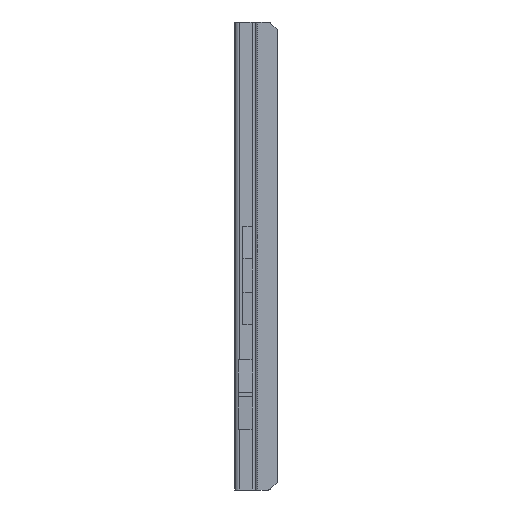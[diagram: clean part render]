
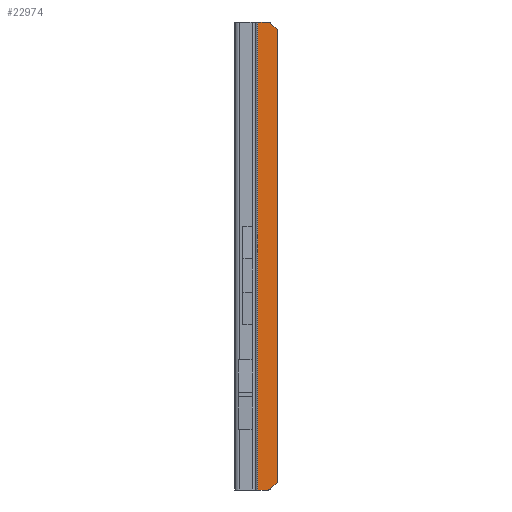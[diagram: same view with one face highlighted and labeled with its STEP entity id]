
A CAD part, front view. The second image highlights one B-rep face of the part: STEP entity #22974.
In plain terms, the highlighted planar face has unit normal (0, -1, 0).
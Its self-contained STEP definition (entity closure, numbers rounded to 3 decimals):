
#6 = CARTESIAN_POINT ( 'NONE',  ( 14.429, -2., -498.828 ) ) ;
#3672 = DIRECTION ( 'NONE',  ( -1., 0., 0. ) ) ;
#3938 = LINE ( 'NONE', #34436, #33396 ) ;
#4426 = PLANE ( 'NONE',  #27628 ) ;
#4737 = ORIENTED_EDGE ( 'NONE', *, *, #15100, .T. ) ;
#4950 = AXIS2_PLACEMENT_3D ( 'NONE', #29524, #10964, #45478 ) ;
#5000 = VERTEX_POINT ( 'NONE', #5374 ) ;
#5374 = CARTESIAN_POINT ( 'NONE',  ( 21., -2., -7.743 ) ) ;
#6570 = DIRECTION ( 'NONE',  ( -0.707, 0., 0.707 ) ) ;
#7982 = LINE ( 'NONE', #42464, #39027 ) ;
#8547 = EDGE_CURVE ( 'NONE', #20118, #18579, #47880, .T. ) ;
#8897 = VERTEX_POINT ( 'NONE', #47252 ) ;
#8904 = CARTESIAN_POINT ( 'NONE',  ( 11.6, -2., 0. ) ) ;
#10964 = DIRECTION ( 'NONE',  ( 0., -1., 0. ) ) ;
#12951 = CIRCLE ( 'NONE', #4950, 4. ) ;
#13022 = DIRECTION ( 'NONE',  ( 1., 0., 0. ) ) ;
#13431 = CARTESIAN_POINT ( 'NONE',  ( 11.6, -2., -500. ) ) ;
#13451 = LINE ( 'NONE', #28718, #48915 ) ;
#13726 = ORIENTED_EDGE ( 'NONE', *, *, #17241, .T. ) ;
#14208 = EDGE_CURVE ( 'NONE', #26458, #39379, #29634, .T. ) ;
#15100 = EDGE_CURVE ( 'NONE', #41462, #27030, #20042, .T. ) ;
#15651 = EDGE_CURVE ( 'NONE', #5000, #26458, #45080, .T. ) ;
#15726 = DIRECTION ( 'NONE',  ( 0., 0., 1. ) ) ;
#15934 = CARTESIAN_POINT ( 'NONE',  ( 0., -2., -500. ) ) ;
#16998 = EDGE_CURVE ( 'NONE', #27030, #20118, #12951, .T. ) ;
#17241 = EDGE_CURVE ( 'NONE', #39379, #8897, #13451, .T. ) ;
#18579 = VERTEX_POINT ( 'NONE', #21356 ) ;
#18957 = DIRECTION ( 'NONE',  ( 0., 0., 1. ) ) ;
#19709 = FACE_OUTER_BOUND ( 'NONE', #33674, .T. ) ;
#20042 = LINE ( 'NONE', #35033, #28760 ) ;
#20118 = VERTEX_POINT ( 'NONE', #6 ) ;
#21356 = CARTESIAN_POINT ( 'NONE',  ( 21., -2., -492.257 ) ) ;
#21376 = CARTESIAN_POINT ( 'NONE',  ( 14.429, -2., -498.828 ) ) ;
#22640 = ORIENTED_EDGE ( 'NONE', *, *, #26517, .F. ) ;
#22974 = ADVANCED_FACE ( 'NONE', ( #19709 ), #4426, .F. ) ;
#26458 = VERTEX_POINT ( 'NONE', #37683 ) ;
#26517 = EDGE_CURVE ( 'NONE', #41462, #8897, #3938, .T. ) ;
#27030 = VERTEX_POINT ( 'NONE', #13431 ) ;
#27470 = DIRECTION ( 'NONE',  ( -1., 0., 0. ) ) ;
#27628 = AXIS2_PLACEMENT_3D ( 'NONE', #15934, #46454, #27470 ) ;
#28718 = CARTESIAN_POINT ( 'NONE',  ( 0., -2., 0. ) ) ;
#28760 = VECTOR ( 'NONE', #13022, 1000. ) ;
#29524 = CARTESIAN_POINT ( 'NONE',  ( 11.6, -2., -496. ) ) ;
#29634 = CIRCLE ( 'NONE', #36759, 4. ) ;
#31870 = EDGE_CURVE ( 'NONE', #18579, #5000, #7982, .T. ) ;
#33396 = VECTOR ( 'NONE', #18957, 1000. ) ;
#33674 = EDGE_LOOP ( 'NONE', ( #41509, #40744, #13726, #22640, #4737, #39139, #38376, #45848 ) ) ;
#34436 = CARTESIAN_POINT ( 'NONE',  ( 0.5, -2., -500. ) ) ;
#35033 = CARTESIAN_POINT ( 'NONE',  ( 21., -2., -500. ) ) ;
#35715 = VECTOR ( 'NONE', #48629, 1000. ) ;
#36759 = AXIS2_PLACEMENT_3D ( 'NONE', #37916, #41422, #3672 ) ;
#37311 = CARTESIAN_POINT ( 'NONE',  ( 14.429, -2., -1.172 ) ) ;
#37683 = CARTESIAN_POINT ( 'NONE',  ( 14.429, -2., -1.172 ) ) ;
#37916 = CARTESIAN_POINT ( 'NONE',  ( 11.6, -2., -4. ) ) ;
#38376 = ORIENTED_EDGE ( 'NONE', *, *, #8547, .T. ) ;
#39027 = VECTOR ( 'NONE', #15726, 1000. ) ;
#39139 = ORIENTED_EDGE ( 'NONE', *, *, #16998, .T. ) ;
#39379 = VERTEX_POINT ( 'NONE', #8904 ) ;
#40744 = ORIENTED_EDGE ( 'NONE', *, *, #14208, .T. ) ;
#41422 = DIRECTION ( 'NONE',  ( 0., -1., 0. ) ) ;
#41462 = VERTEX_POINT ( 'NONE', #49304 ) ;
#41509 = ORIENTED_EDGE ( 'NONE', *, *, #15651, .T. ) ;
#42464 = CARTESIAN_POINT ( 'NONE',  ( 21., -2., 0. ) ) ;
#43941 = VECTOR ( 'NONE', #6570, 1000. ) ;
#43944 = DIRECTION ( 'NONE',  ( -1., 0., 0. ) ) ;
#45080 = LINE ( 'NONE', #37311, #43941 ) ;
#45478 = DIRECTION ( 'NONE',  ( 1., 0., 0. ) ) ;
#45848 = ORIENTED_EDGE ( 'NONE', *, *, #31870, .T. ) ;
#46454 = DIRECTION ( 'NONE',  ( 0., 1., 0. ) ) ;
#47252 = CARTESIAN_POINT ( 'NONE',  ( 0.5, -2., 0. ) ) ;
#47880 = LINE ( 'NONE', #21376, #35715 ) ;
#48629 = DIRECTION ( 'NONE',  ( 0.707, 0., 0.707 ) ) ;
#48915 = VECTOR ( 'NONE', #43944, 1000. ) ;
#49304 = CARTESIAN_POINT ( 'NONE',  ( 0.5, -2., -500. ) ) ;
